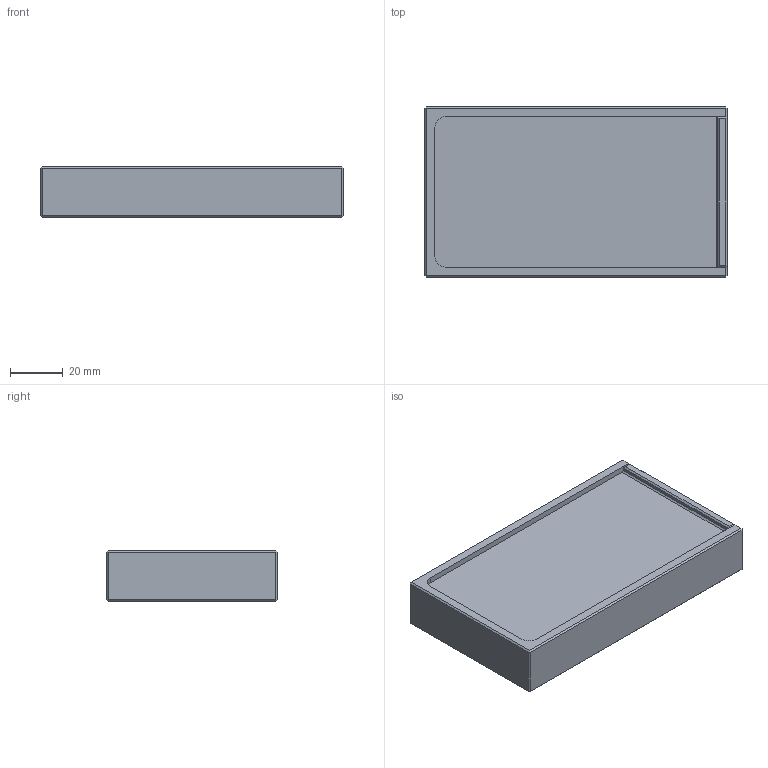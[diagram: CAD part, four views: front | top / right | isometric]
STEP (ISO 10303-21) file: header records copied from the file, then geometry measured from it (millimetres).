
FILE_DESCRIPTION(('FreeCAD Model'),'2;1');
FILE_NAME('cigar_punch_cutter_case.step','2020-07-18T18:38:29',('Author'),(''), 'Open CASCADE STEP processor 7.3','FreeCAD','Unknown');
FILE_SCHEMA(('AUTOMOTIVE_DESIGN { 1 0 10303 214 1 1 1 1 }'));
Length unit declared in the file: millimetre
Products named in the file (2): Case; Lid
Bounding box: 114.6 x 64.6 x 19.3 mm (x, y, z)
Volume: 41583.3 mm3; surface area: 41518.9 mm2
Topology: 2 solids, 2 shells, 77 faces, 189 edges, 116 vertices
Faces by surface type: plane 67, cylinder 10
Entity records: 4730 total; most frequent: CARTESIAN_POINT 821, DIRECTION 733, LINE 527, VECTOR 527, ORIENTED_EDGE 378, PCURVE 378, DEFINITIONAL_REPRESENTATION 378, EDGE_CURVE 189
